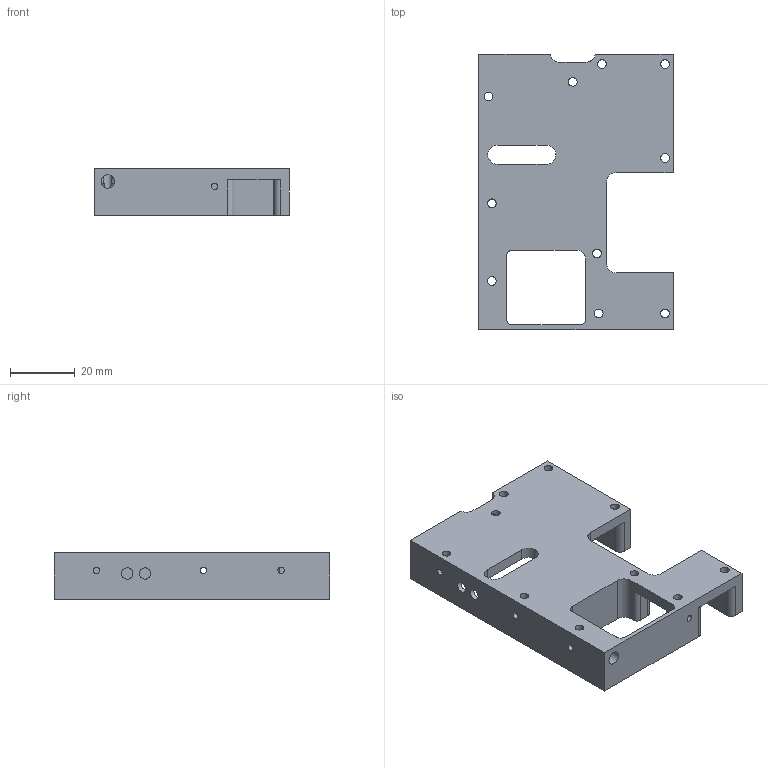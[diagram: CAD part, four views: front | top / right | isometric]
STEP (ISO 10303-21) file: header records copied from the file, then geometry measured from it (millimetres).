
FILE_DESCRIPTION(/* description */ (''),/* implementation_level */ '2;1');
FILE_NAME(/* name */ '059107_C.stp',/* time_stamp */ '2021-03-14T23:15:38+01:00',/* author */ (''),/* organization */ (''),/* preprocessor_version */ 'ST-DEVELOPER v16.7',/* originating_system */ 'SIEMENS PLM Software NX 1934',/* authorisation */ '');
FILE_SCHEMA (('AUTOMOTIVE_DESIGN { 1 0 10303 214 3 1 1 1 }'));
Length unit declared in the file: millimetre
Products named in the file (1): 059107_C-Top Cover
Bounding box: 60 x 85 x 14.5 mm (x, y, z)
Volume: 21507.3 mm3; surface area: 16425.5 mm2
Topology: 1 solids, 1 shells, 124 faces, 409 edges, 275 vertices
Faces by surface type: cylinder 70, plane 52, cone 2
Full cylindrical faces by diameter (mm): 1.6 x1, 2 x16, 2.7 x10, 3.5 x2, 4.2 x1
Entity records: 5549 total; most frequent: CARTESIAN_POINT 2101, DIRECTION 687, ORIENTED_EDGE 686, EDGE_CURVE 343, AXIS2_PLACEMENT_3D 250, VERTEX_POINT 246, EDGE_LOOP 215, LINE 187
